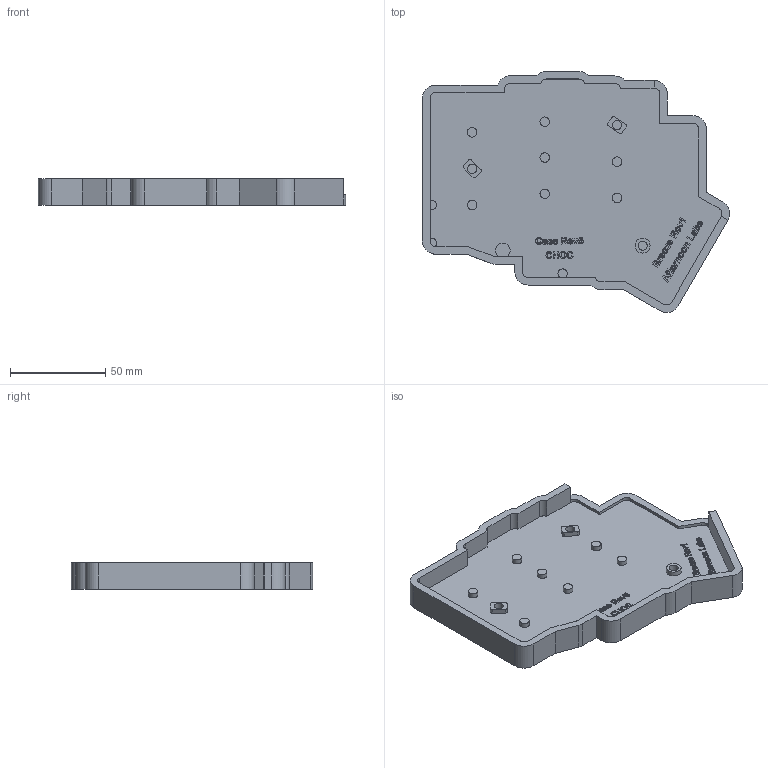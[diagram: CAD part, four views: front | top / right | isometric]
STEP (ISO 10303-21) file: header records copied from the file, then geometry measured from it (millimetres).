
FILE_DESCRIPTION(/* description */ (''),/* implementation_level */ '2;1');
FILE_NAME(/* name */ 'BreezeR1ChocLeftCaseR5.step',/* time_stamp */ '2021-04-14T17:03:47-07:00',/* author */ (''),/* organization */ (''),/* preprocessor_version */ 'ST-DEVELOPER v18.1',/* originating_system */ 'Autodesk Translation Framework v9.10.0.1330',/* authorisation */ '');
FILE_SCHEMA (('AUTOMOTIVE_DESIGN { 1 0 10303 214 3 1 1 }'));
Length unit declared in the file: millimetre
Products named in the file (1): Left Hand
Bounding box: 161.56 x 126.85 x 14.1 mm (x, y, z)
Volume: 79934.5 mm3; surface area: 42811.6 mm2
Topology: 1 solids, 1 shells, 834 faces, 2294 edges, 1528 vertices
Faces by surface type: bspline 467, plane 318, cylinder 49
Full cylindrical faces by diameter (mm): 4.8 x3, 5 x7, 7.8 x1
Entity records: 30735 total; most frequent: CARTESIAN_POINT 12596, ORIENTED_EDGE 4588, EDGE_CURVE 2294, DIRECTION 2195, VERTEX_POINT 1528, LINE 1261, VECTOR 1261, B_SPLINE_CURVE_WITH_KNOTS 934
